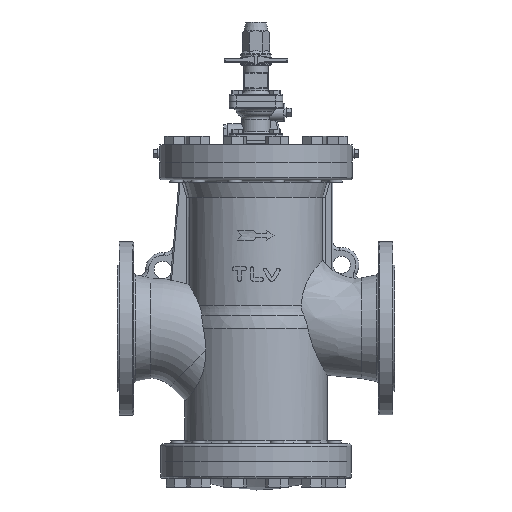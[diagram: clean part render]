
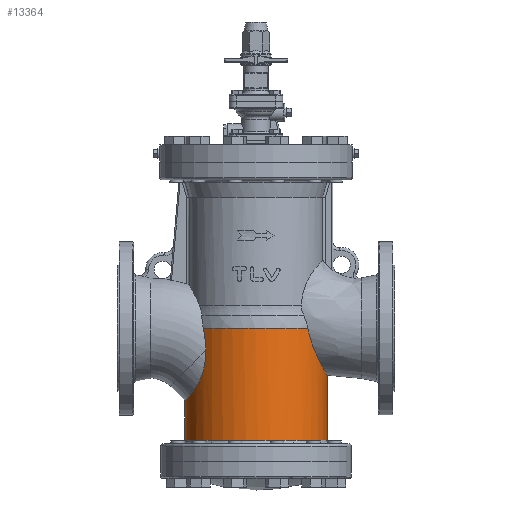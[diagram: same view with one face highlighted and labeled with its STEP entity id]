
A CAD part, front view. The second image highlights one B-rep face of the part: STEP entity #13364.
In plain terms, the highlighted cylindrical face has radius 123 mm (diameter 246 mm), a full revolution.
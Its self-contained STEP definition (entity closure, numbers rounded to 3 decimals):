
#145=ELLIPSE('',#14738,175.837,123.);
#146=ELLIPSE('',#14739,175.837,123.);
#257=B_SPLINE_CURVE_WITH_KNOTS('',3,(#24145,#24146,#24147,#24148),
 .UNSPECIFIED.,.F.,.F.,(4,4),(4.683,7.05),
 .UNSPECIFIED.);
#258=B_SPLINE_CURVE_WITH_KNOTS('',3,(#24152,#24153,#24154,#24155),
 .UNSPECIFIED.,.F.,.F.,(4,4),(0.,3.497),.UNSPECIFIED.);
#314=B_SPLINE_CURVE_WITH_KNOTS('',3,(#25191,#25192,#25193,#25194,#25195,
#25196,#25197,#25198,#25199,#25200,#25201,#25202,#25203,#25204,#25205,#25206,
#25207,#25208),.UNSPECIFIED.,.F.,.F.,(4,2,2,2,2,2,2,2,4),(0.001,
4.757,8.49,11.377,13.509,15.778,
19.031,22.426,26.354),.UNSPECIFIED.);
#319=B_SPLINE_CURVE_WITH_KNOTS('',3,(#25255,#25256,#25257,#25258,#25259,
#25260,#25261,#25262,#25263,#25264,#25265,#25266,#25267,#25268,#25269,#25270,
#25271,#25272,#25273,#25274,#25275,#25276),.UNSPECIFIED.,.F.,.F.,(4,2,2,
2,2,2,2,2,2,2,4),(7.46,7.583,9.454,10.39,
11.325,12.261,13.196,15.067,16.712,
18.358,19.169),.UNSPECIFIED.);
#320=B_SPLINE_CURVE_WITH_KNOTS('',3,(#25281,#25282,#25283,#25284,#25285,
#25286,#25287,#25288,#25289,#25290,#25291,#25292,#25293,#25294,#25295,#25296,
#25297,#25298,#25299,#25300,#25301,#25302),.UNSPECIFIED.,.F.,.F.,(4,2,2,
2,2,2,2,2,2,2,4),(24.126,24.938,26.583,28.228,
30.099,31.035,31.97,32.906,33.841,
35.712,35.835),.UNSPECIFIED.);
#573=FACE_BOUND('',#5139,.T.);
#3303=CYLINDRICAL_SURFACE('',#14736,123.);
#4092=FACE_OUTER_BOUND('',#5138,.T.);
#5138=EDGE_LOOP('',(#12405));
#5139=EDGE_LOOP('',(#12406,#12407,#12408,#12409,#12410,#12411,#12412,#12413,
#12414));
#5622=CIRCLE('',#14431,123.);
#5767=CIRCLE('',#14737,123.);
#5768=CIRCLE('',#14740,123.);
#6724=VERTEX_POINT('',#23072);
#6901=VERTEX_POINT('',#24139);
#6902=VERTEX_POINT('',#24144);
#6903=VERTEX_POINT('',#24149);
#6904=VERTEX_POINT('',#24151);
#6989=VERTEX_POINT('',#25185);
#6990=VERTEX_POINT('',#25190);
#6993=VERTEX_POINT('',#25254);
#6994=VERTEX_POINT('',#25277);
#6995=VERTEX_POINT('',#25279);
#8440=EDGE_CURVE('',#6724,#6724,#5622,.T.);
#8674=EDGE_CURVE('',#6902,#6901,#257,.T.);
#8676=EDGE_CURVE('',#6904,#6903,#258,.T.);
#8812=EDGE_CURVE('',#6990,#6989,#314,.T.);
#8820=EDGE_CURVE('',#6904,#6989,#5767,.T.);
#8821=EDGE_CURVE('',#6903,#6993,#319,.T.);
#8822=EDGE_CURVE('',#6993,#6994,#145,.T.);
#8823=EDGE_CURVE('',#6994,#6995,#146,.T.);
#8824=EDGE_CURVE('',#6995,#6902,#320,.T.);
#8825=EDGE_CURVE('',#6990,#6901,#5768,.T.);
#12405=ORIENTED_EDGE('',*,*,#8440,.F.);
#12406=ORIENTED_EDGE('',*,*,#8812,.T.);
#12407=ORIENTED_EDGE('',*,*,#8820,.F.);
#12408=ORIENTED_EDGE('',*,*,#8676,.T.);
#12409=ORIENTED_EDGE('',*,*,#8821,.T.);
#12410=ORIENTED_EDGE('',*,*,#8822,.T.);
#12411=ORIENTED_EDGE('',*,*,#8823,.T.);
#12412=ORIENTED_EDGE('',*,*,#8824,.T.);
#12413=ORIENTED_EDGE('',*,*,#8674,.T.);
#12414=ORIENTED_EDGE('',*,*,#8825,.F.);
#13364=ADVANCED_FACE('',(#4092,#573),#3303,.T.);
#14431=AXIS2_PLACEMENT_3D('',#23073,#17754,#17755);
#14736=AXIS2_PLACEMENT_3D('',#25252,#18472,#18473);
#14737=AXIS2_PLACEMENT_3D('',#25253,#18474,#18475);
#14738=AXIS2_PLACEMENT_3D('',#25278,#18476,#18477);
#14739=AXIS2_PLACEMENT_3D('',#25280,#18478,#18479);
#14740=AXIS2_PLACEMENT_3D('',#25303,#18480,#18481);
#17754=DIRECTION('center_axis',(0.,0.,-1.));
#17755=DIRECTION('ref_axis',(-1.,0.,0.));
#18472=DIRECTION('center_axis',(0.,0.,1.));
#18473=DIRECTION('ref_axis',(-1.,0.,0.));
#18474=DIRECTION('center_axis',(0.,0.,1.));
#18475=DIRECTION('ref_axis',(1.,0.,0.));
#18476=DIRECTION('center_axis',(0.715,0.,-0.7));
#18477=DIRECTION('ref_axis',(-0.7,0.,-0.715));
#18478=DIRECTION('center_axis',(0.715,0.,-0.7));
#18479=DIRECTION('ref_axis',(-0.7,0.,-0.715));
#18480=DIRECTION('center_axis',(0.,0.,1.));
#18481=DIRECTION('ref_axis',(1.,0.,0.));
#23072=CARTESIAN_POINT('',(123.,0.,-194.));
#23073=CARTESIAN_POINT('Origin',(0.,0.,-194.));
#24139=CARTESIAN_POINT('',(-91.16,82.577,-0.397));
#24144=CARTESIAN_POINT('',(-86.953,86.996,-37.9));
#24145=CARTESIAN_POINT('Ctrl Pts',(-86.953,86.996,-37.9));
#24146=CARTESIAN_POINT('Ctrl Pts',(-87.051,86.897,-24.143));
#24147=CARTESIAN_POINT('Ctrl Pts',(-88.797,85.185,-11.479));
#24148=CARTESIAN_POINT('Ctrl Pts',(-91.16,82.577,-0.397));
#24149=CARTESIAN_POINT('',(-86.953,-86.996,-37.9));
#24151=CARTESIAN_POINT('',(-91.16,-82.577,-0.397));
#24152=CARTESIAN_POINT('Ctrl Pts',(-91.16,-82.577,-0.397));
#24153=CARTESIAN_POINT('Ctrl Pts',(-88.791,-85.191,
-11.507));
#24154=CARTESIAN_POINT('Ctrl Pts',(-87.051,-86.897,
-24.17));
#24155=CARTESIAN_POINT('Ctrl Pts',(-86.953,-86.996,
-37.9));
#25185=CARTESIAN_POINT('',(89.782,-84.073,-0.397));
#25190=CARTESIAN_POINT('',(89.782,84.073,-0.397));
#25191=CARTESIAN_POINT('Ctrl Pts',(89.782,84.073,-0.397));
#25192=CARTESIAN_POINT('Ctrl Pts',(92.762,80.891,-15.641));
#25193=CARTESIAN_POINT('Ctrl Pts',(97.819,75.206,-30.185));
#25194=CARTESIAN_POINT('Ctrl Pts',(107.321,60.58,-52.444));
#25195=CARTESIAN_POINT('Ctrl Pts',(111.717,52.508,-61.096));
#25196=CARTESIAN_POINT('Ctrl Pts',(118.14,35.17,-72.952));
#25197=CARTESIAN_POINT('Ctrl Pts',(120.426,26.702,-76.864));
#25198=CARTESIAN_POINT('Ctrl Pts',(122.725,10.712,-80.762));
#25199=CARTESIAN_POINT('Ctrl Pts',(123.146,3.716,-81.457));
#25200=CARTESIAN_POINT('Ctrl Pts',(122.752,-10.834,-80.798));
#25201=CARTESIAN_POINT('Ctrl Pts',(121.862,-18.137,-79.321));
#25202=CARTESIAN_POINT('Ctrl Pts',(118.343,-35.033,-73.257));
#25203=CARTESIAN_POINT('Ctrl Pts',(115.212,-43.876,-67.739));
#25204=CARTESIAN_POINT('Ctrl Pts',(108.058,-59.404,-53.752));
#25205=CARTESIAN_POINT('Ctrl Pts',(104.038,-65.921,-45.22));
#25206=CARTESIAN_POINT('Ctrl Pts',(96.104,-77.118,-25.058));
#25207=CARTESIAN_POINT('Ctrl Pts',(92.241,-81.447,-12.976));
#25208=CARTESIAN_POINT('Ctrl Pts',(89.782,-84.073,-0.397));
#25252=CARTESIAN_POINT('Origin',(0.,0.,-200.));
#25253=CARTESIAN_POINT('Origin',(0.,0.,-0.397));
#25254=CARTESIAN_POINT('',(-120.37,-25.3,-122.897));
#25255=CARTESIAN_POINT('Ctrl Pts',(-86.953,-86.996,
-37.9));
#25256=CARTESIAN_POINT('Ctrl Pts',(-86.95,-86.999,
-38.311));
#25257=CARTESIAN_POINT('Ctrl Pts',(-86.948,-87.,-38.721));
#25258=CARTESIAN_POINT('Ctrl Pts',(-86.948,-87.,-45.368));
#25259=CARTESIAN_POINT('Ctrl Pts',(-87.3,-86.655,
-51.866));
#25260=CARTESIAN_POINT('Ctrl Pts',(-88.578,-85.342,
-61.47));
#25261=CARTESIAN_POINT('Ctrl Pts',(-89.127,-84.772,-64.649));
#25262=CARTESIAN_POINT('Ctrl Pts',(-90.476,-83.332,
-70.875));
#25263=CARTESIAN_POINT('Ctrl Pts',(-91.275,-82.461,
-73.922));
#25264=CARTESIAN_POINT('Ctrl Pts',(-93.097,-80.398,-79.811));
#25265=CARTESIAN_POINT('Ctrl Pts',(-94.121,-79.204,
-82.66));
#25266=CARTESIAN_POINT('Ctrl Pts',(-96.342,-76.487,
-88.105));
#25267=CARTESIAN_POINT('Ctrl Pts',(-97.538,-74.965,
-90.7));
#25268=CARTESIAN_POINT('Ctrl Pts',(-101.267,-69.938,-98.046));
#25269=CARTESIAN_POINT('Ctrl Pts',(-103.939,-65.964,
-102.349));
#25270=CARTESIAN_POINT('Ctrl Pts',(-108.693,-57.747,-109.222));
#25271=CARTESIAN_POINT('Ctrl Pts',(-110.927,-53.394,
-112.111));
#25272=CARTESIAN_POINT('Ctrl Pts',(-115.016,-43.899,
-117.07));
#25273=CARTESIAN_POINT('Ctrl Pts',(-116.867,-38.758,
-119.142));
#25274=CARTESIAN_POINT('Ctrl Pts',(-119.128,-30.743,-121.591));
#25275=CARTESIAN_POINT('Ctrl Pts',(-119.794,-28.038,-122.296));
#25276=CARTESIAN_POINT('Ctrl Pts',(-120.37,-25.3,
-122.897));
#25277=CARTESIAN_POINT('',(-123.,0.,-125.584));
#25278=CARTESIAN_POINT('Origin',(0.,0.,0.073));
#25279=CARTESIAN_POINT('',(-120.37,25.3,-122.897));
#25280=CARTESIAN_POINT('Origin',(0.,0.,0.073));
#25281=CARTESIAN_POINT('Ctrl Pts',(-120.37,25.3,-122.897));
#25282=CARTESIAN_POINT('Ctrl Pts',(-119.794,28.038,-122.296));
#25283=CARTESIAN_POINT('Ctrl Pts',(-119.128,30.743,-121.591));
#25284=CARTESIAN_POINT('Ctrl Pts',(-116.867,38.758,-119.142));
#25285=CARTESIAN_POINT('Ctrl Pts',(-115.016,43.899,-117.07));
#25286=CARTESIAN_POINT('Ctrl Pts',(-110.927,53.394,-112.111));
#25287=CARTESIAN_POINT('Ctrl Pts',(-108.693,57.747,-109.222));
#25288=CARTESIAN_POINT('Ctrl Pts',(-103.939,65.964,-102.349));
#25289=CARTESIAN_POINT('Ctrl Pts',(-101.267,69.938,-98.046));
#25290=CARTESIAN_POINT('Ctrl Pts',(-97.538,74.965,-90.7));
#25291=CARTESIAN_POINT('Ctrl Pts',(-96.342,76.487,-88.105));
#25292=CARTESIAN_POINT('Ctrl Pts',(-94.121,79.204,-82.66));
#25293=CARTESIAN_POINT('Ctrl Pts',(-93.097,80.398,-79.811));
#25294=CARTESIAN_POINT('Ctrl Pts',(-91.275,82.461,-73.922));
#25295=CARTESIAN_POINT('Ctrl Pts',(-90.476,83.332,-70.875));
#25296=CARTESIAN_POINT('Ctrl Pts',(-89.127,84.772,-64.649));
#25297=CARTESIAN_POINT('Ctrl Pts',(-88.578,85.342,-61.47));
#25298=CARTESIAN_POINT('Ctrl Pts',(-87.3,86.655,-51.866));
#25299=CARTESIAN_POINT('Ctrl Pts',(-86.948,87.,-45.368));
#25300=CARTESIAN_POINT('Ctrl Pts',(-86.948,87.,-38.721));
#25301=CARTESIAN_POINT('Ctrl Pts',(-86.95,86.999,-38.311));
#25302=CARTESIAN_POINT('Ctrl Pts',(-86.953,86.996,-37.9));
#25303=CARTESIAN_POINT('Origin',(0.,0.,-0.397));
